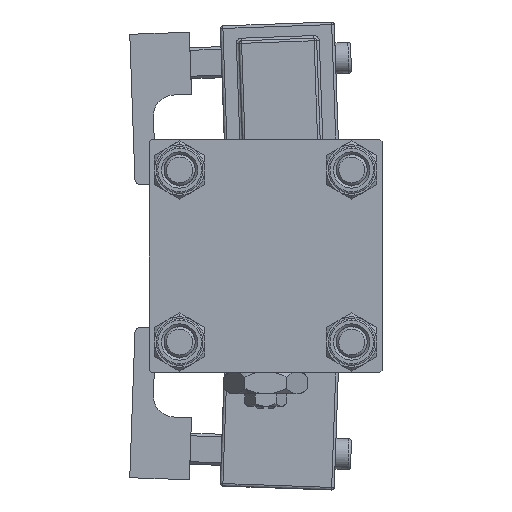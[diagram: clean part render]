
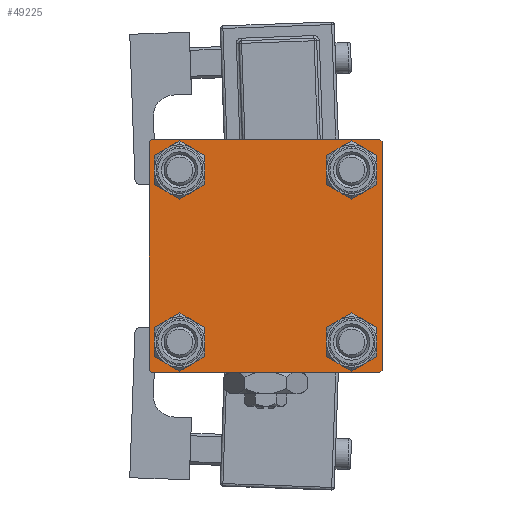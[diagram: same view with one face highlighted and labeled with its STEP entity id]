
A CAD part, left-side view. The second image highlights one B-rep face of the part: STEP entity #49225.
In plain terms, the highlighted planar face has unit normal (-1, 0, 0).
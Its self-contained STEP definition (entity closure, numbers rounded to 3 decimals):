
#825 = CARTESIAN_POINT ( 'NONE',  ( 0., 16.6, 20.1 ) ) ;
#1231 = LINE ( 'NONE', #5584, #48809 ) ;
#2102 = ORIENTED_EDGE ( 'NONE', *, *, #21645, .T. ) ;
#3020 = CARTESIAN_POINT ( 'NONE',  ( 0., -22.25, 22.25 ) ) ;
#3668 = AXIS2_PLACEMENT_3D ( 'NONE', #13551, #44618, #45202 ) ;
#3762 = AXIS2_PLACEMENT_3D ( 'NONE', #43894, #4113, #31405 ) ;
#4113 = DIRECTION ( 'NONE',  ( 1., 0., 0. ) ) ;
#4320 = EDGE_CURVE ( 'NONE', #46604, #49222, #12143, .T. ) ;
#4595 = CARTESIAN_POINT ( 'NONE',  ( 0., -16.6, -20.1 ) ) ;
#5485 = ORIENTED_EDGE ( 'NONE', *, *, #4320, .F. ) ;
#5584 = CARTESIAN_POINT ( 'NONE',  ( 0., 22.5, 22.5 ) ) ;
#6560 = ORIENTED_EDGE ( 'NONE', *, *, #16964, .T. ) ;
#6582 = ORIENTED_EDGE ( 'NONE', *, *, #41791, .T. ) ;
#6711 = CARTESIAN_POINT ( 'NONE',  ( 0., 22.5, -22. ) ) ;
#6715 = AXIS2_PLACEMENT_3D ( 'NONE', #20076, #37229, #43563 ) ;
#6941 = EDGE_CURVE ( 'NONE', #26188, #48877, #55975, .T. ) ;
#7860 = CARTESIAN_POINT ( 'NONE',  ( 0., 22., 22.5 ) ) ;
#8870 = CARTESIAN_POINT ( 'NONE',  ( 0., -22.25, -22.25 ) ) ;
#8980 = DIRECTION ( 'NONE',  ( -1., 0., 0. ) ) ;
#9173 = DIRECTION ( 'NONE',  ( 0., 0., 1. ) ) ;
#9333 = CARTESIAN_POINT ( 'NONE',  ( 0., -22., 22.5 ) ) ;
#9668 = DIRECTION ( 'NONE',  ( 0., 0., 1. ) ) ;
#10302 = VERTEX_POINT ( 'NONE', #54467 ) ;
#10607 = CARTESIAN_POINT ( 'NONE',  ( 0., 22.25, -22.25 ) ) ;
#11359 = ORIENTED_EDGE ( 'NONE', *, *, #23146, .F. ) ;
#11447 = CIRCLE ( 'NONE', #46676, 3.5 ) ;
#12113 = CARTESIAN_POINT ( 'NONE',  ( 0., 16.6, 13.1 ) ) ;
#12143 = LINE ( 'NONE', #29854, #52728 ) ;
#12981 = VERTEX_POINT ( 'NONE', #825 ) ;
#13023 = ORIENTED_EDGE ( 'NONE', *, *, #48584, .T. ) ;
#13324 = VERTEX_POINT ( 'NONE', #12113 ) ;
#13551 = CARTESIAN_POINT ( 'NONE',  ( 0., -16.6, 16.6 ) ) ;
#14557 = CIRCLE ( 'NONE', #34034, 3.5 ) ;
#14582 = DIRECTION ( 'NONE',  ( 0., 0., -1. ) ) ;
#14742 = AXIS2_PLACEMENT_3D ( 'NONE', #30008, #16638, #56724 ) ;
#14752 = AXIS2_PLACEMENT_3D ( 'NONE', #23366, #40493, #53839 ) ;
#15083 = EDGE_CURVE ( 'NONE', #10302, #35101, #35481, .T. ) ;
#15139 = VERTEX_POINT ( 'NONE', #7860 ) ;
#15202 = VECTOR ( 'NONE', #23980, 1000. ) ;
#15610 = VERTEX_POINT ( 'NONE', #31804 ) ;
#16183 = CARTESIAN_POINT ( 'NONE',  ( 0., 22.5, -22.5 ) ) ;
#16638 = DIRECTION ( 'NONE',  ( 1., 0., 0. ) ) ;
#16679 = CARTESIAN_POINT ( 'NONE',  ( 0., -22., -22.5 ) ) ;
#16964 = EDGE_CURVE ( 'NONE', #12981, #13324, #11447, .T. ) ;
#17014 = LINE ( 'NONE', #8870, #39993 ) ;
#17507 = EDGE_CURVE ( 'NONE', #45872, #26188, #46029, .T. ) ;
#17528 = ORIENTED_EDGE ( 'NONE', *, *, #15083, .T. ) ;
#18030 = EDGE_CURVE ( 'NONE', #36857, #30614, #43025, .T. ) ;
#18513 = DIRECTION ( 'NONE',  ( 0., -1., 0. ) ) ;
#18568 = CARTESIAN_POINT ( 'NONE',  ( 0., 0., 0. ) ) ;
#20076 = CARTESIAN_POINT ( 'NONE',  ( 0., 16.6, -16.6 ) ) ;
#20162 = DIRECTION ( 'NONE',  ( 0., 0.707, 0.707 ) ) ;
#20889 = CARTESIAN_POINT ( 'NONE',  ( 0., 22.25, 22.25 ) ) ;
#21645 = EDGE_CURVE ( 'NONE', #15139, #15610, #51376, .T. ) ;
#21951 = ORIENTED_EDGE ( 'NONE', *, *, #29507, .T. ) ;
#22299 = LINE ( 'NONE', #39441, #38472 ) ;
#23146 = EDGE_CURVE ( 'NONE', #15139, #43292, #22299, .T. ) ;
#23366 = CARTESIAN_POINT ( 'NONE',  ( 0., -16.6, -16.6 ) ) ;
#23621 = EDGE_LOOP ( 'NONE', ( #21951, #37180, #44160, #25919, #5485, #23880, #11359, #2102 ) ) ;
#23624 = DIRECTION ( 'NONE',  ( 1., 0., 0. ) ) ;
#23880 = ORIENTED_EDGE ( 'NONE', *, *, #25255, .T. ) ;
#23980 = DIRECTION ( 'NONE',  ( 0., -0.707, -0.707 ) ) ;
#24961 = CIRCLE ( 'NONE', #14752, 3.5 ) ;
#25055 = VECTOR ( 'NONE', #33913, 1000. ) ;
#25093 = CARTESIAN_POINT ( 'NONE',  ( 0., -22.5, 22. ) ) ;
#25255 = EDGE_CURVE ( 'NONE', #46604, #43292, #51236, .T. ) ;
#25789 = DIRECTION ( 'NONE',  ( 0., 0., -1. ) ) ;
#25850 = EDGE_LOOP ( 'NONE', ( #35559, #28208 ) ) ;
#25919 = ORIENTED_EDGE ( 'NONE', *, *, #56166, .T. ) ;
#25949 = CIRCLE ( 'NONE', #3668, 3.5 ) ;
#26188 = VERTEX_POINT ( 'NONE', #40832 ) ;
#26709 = DIRECTION ( 'NONE',  ( 0., 0., 1. ) ) ;
#28208 = ORIENTED_EDGE ( 'NONE', *, *, #18030, .T. ) ;
#28238 = VECTOR ( 'NONE', #37463, 1000. ) ;
#29098 = AXIS2_PLACEMENT_3D ( 'NONE', #43872, #40113, #52873 ) ;
#29507 = EDGE_CURVE ( 'NONE', #15610, #45872, #1231, .T. ) ;
#29854 = CARTESIAN_POINT ( 'NONE',  ( 0., -22.5, 22.5 ) ) ;
#30008 = CARTESIAN_POINT ( 'NONE',  ( 0., -16.6, 16.6 ) ) ;
#30614 = VERTEX_POINT ( 'NONE', #43325 ) ;
#30681 = ORIENTED_EDGE ( 'NONE', *, *, #50798, .T. ) ;
#31341 = PLANE ( 'NONE',  #31489 ) ;
#31405 = DIRECTION ( 'NONE',  ( 0., 0., 1. ) ) ;
#31489 = AXIS2_PLACEMENT_3D ( 'NONE', #18568, #8980, #26709 ) ;
#31804 = CARTESIAN_POINT ( 'NONE',  ( 0., 22.5, 22. ) ) ;
#31906 = CARTESIAN_POINT ( 'NONE',  ( 0., 16.6, -13.1 ) ) ;
#32113 = CARTESIAN_POINT ( 'NONE',  ( 0., 16.6, 16.6 ) ) ;
#33259 = CIRCLE ( 'NONE', #14742, 3.5 ) ;
#33451 = CIRCLE ( 'NONE', #3762, 3.5 ) ;
#33913 = DIRECTION ( 'NONE',  ( 0., -1., 0. ) ) ;
#34034 = AXIS2_PLACEMENT_3D ( 'NONE', #32113, #40842, #9173 ) ;
#34269 = EDGE_CURVE ( 'NONE', #13324, #12981, #14557, .T. ) ;
#34492 = EDGE_LOOP ( 'NONE', ( #6582, #17528 ) ) ;
#35101 = VERTEX_POINT ( 'NONE', #31906 ) ;
#35481 = CIRCLE ( 'NONE', #6715, 3.5 ) ;
#35559 = ORIENTED_EDGE ( 'NONE', *, *, #38447, .T. ) ;
#35600 = VERTEX_POINT ( 'NONE', #39841 ) ;
#36295 = FACE_BOUND ( 'NONE', #46141, .T. ) ;
#36857 = VERTEX_POINT ( 'NONE', #4595 ) ;
#36860 = FACE_BOUND ( 'NONE', #25850, .T. ) ;
#37180 = ORIENTED_EDGE ( 'NONE', *, *, #17507, .T. ) ;
#37229 = DIRECTION ( 'NONE',  ( 1., 0., 0. ) ) ;
#37463 = DIRECTION ( 'NONE',  ( 0., 0.707, -0.707 ) ) ;
#37537 = VECTOR ( 'NONE', #20162, 1000. ) ;
#38058 = CARTESIAN_POINT ( 'NONE',  ( 0., -16.6, 13.1 ) ) ;
#38447 = EDGE_CURVE ( 'NONE', #30614, #36857, #24961, .T. ) ;
#38472 = VECTOR ( 'NONE', #18513, 1000. ) ;
#39441 = CARTESIAN_POINT ( 'NONE',  ( 0., 22.5, 22.5 ) ) ;
#39841 = CARTESIAN_POINT ( 'NONE',  ( 0., -16.6, 20.1 ) ) ;
#39993 = VECTOR ( 'NONE', #57369, 1000. ) ;
#40113 = DIRECTION ( 'NONE',  ( 1., 0., 0. ) ) ;
#40493 = DIRECTION ( 'NONE',  ( 1., 0., 0. ) ) ;
#40645 = FACE_BOUND ( 'NONE', #34492, .T. ) ;
#40832 = CARTESIAN_POINT ( 'NONE',  ( 0., 22., -22.5 ) ) ;
#40842 = DIRECTION ( 'NONE',  ( 1., 0., 0. ) ) ;
#41226 = CARTESIAN_POINT ( 'NONE',  ( 0., -22.5, -22. ) ) ;
#41791 = EDGE_CURVE ( 'NONE', #35101, #10302, #33451, .T. ) ;
#43025 = CIRCLE ( 'NONE', #29098, 3.5 ) ;
#43292 = VERTEX_POINT ( 'NONE', #9333 ) ;
#43325 = CARTESIAN_POINT ( 'NONE',  ( 0., -16.6, -13.1 ) ) ;
#43563 = DIRECTION ( 'NONE',  ( 0., 0., 1. ) ) ;
#43872 = CARTESIAN_POINT ( 'NONE',  ( 0., -16.6, -16.6 ) ) ;
#43894 = CARTESIAN_POINT ( 'NONE',  ( 0., 16.6, -16.6 ) ) ;
#44160 = ORIENTED_EDGE ( 'NONE', *, *, #6941, .T. ) ;
#44618 = DIRECTION ( 'NONE',  ( 1., 0., 0. ) ) ;
#45202 = DIRECTION ( 'NONE',  ( 0., 0., 1. ) ) ;
#45569 = FACE_BOUND ( 'NONE', #54639, .T. ) ;
#45872 = VERTEX_POINT ( 'NONE', #6711 ) ;
#46029 = LINE ( 'NONE', #10607, #15202 ) ;
#46141 = EDGE_LOOP ( 'NONE', ( #6560, #46612 ) ) ;
#46604 = VERTEX_POINT ( 'NONE', #25093 ) ;
#46612 = ORIENTED_EDGE ( 'NONE', *, *, #34269, .T. ) ;
#46676 = AXIS2_PLACEMENT_3D ( 'NONE', #49465, #23624, #9668 ) ;
#47571 = VERTEX_POINT ( 'NONE', #38058 ) ;
#48584 = EDGE_CURVE ( 'NONE', #47571, #35600, #25949, .T. ) ;
#48809 = VECTOR ( 'NONE', #14582, 1000. ) ;
#48877 = VERTEX_POINT ( 'NONE', #16679 ) ;
#49222 = VERTEX_POINT ( 'NONE', #41226 ) ;
#49225 = ADVANCED_FACE ( 'NONE', ( #45569, #36860, #40645, #36295, #54570 ), #31341, .T. ) ;
#49465 = CARTESIAN_POINT ( 'NONE',  ( 0., 16.6, 16.6 ) ) ;
#50798 = EDGE_CURVE ( 'NONE', #35600, #47571, #33259, .T. ) ;
#51236 = LINE ( 'NONE', #3020, #37537 ) ;
#51376 = LINE ( 'NONE', #20889, #28238 ) ;
#52728 = VECTOR ( 'NONE', #25789, 1000. ) ;
#52873 = DIRECTION ( 'NONE',  ( 0., 0., 1. ) ) ;
#53839 = DIRECTION ( 'NONE',  ( 0., 0., 1. ) ) ;
#54467 = CARTESIAN_POINT ( 'NONE',  ( 0., 16.6, -20.1 ) ) ;
#54570 = FACE_OUTER_BOUND ( 'NONE', #23621, .T. ) ;
#54639 = EDGE_LOOP ( 'NONE', ( #30681, #13023 ) ) ;
#55975 = LINE ( 'NONE', #16183, #25055 ) ;
#56166 = EDGE_CURVE ( 'NONE', #48877, #49222, #17014, .T. ) ;
#56724 = DIRECTION ( 'NONE',  ( 0., 0., 1. ) ) ;
#57369 = DIRECTION ( 'NONE',  ( 0., -0.707, 0.707 ) ) ;
